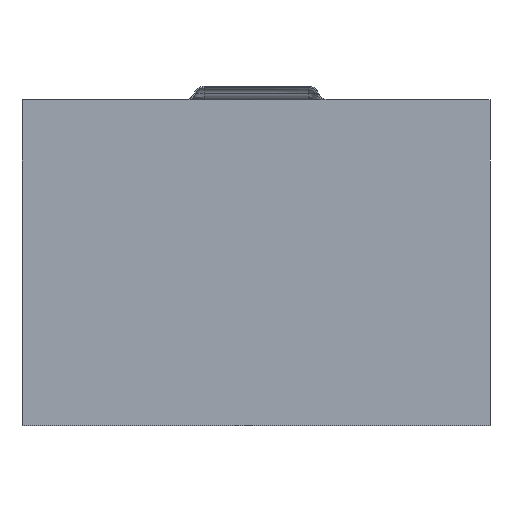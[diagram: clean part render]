
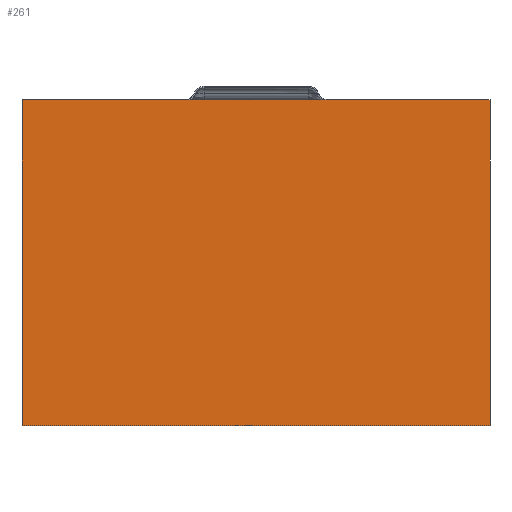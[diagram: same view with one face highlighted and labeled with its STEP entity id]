
A CAD part, front view. The second image highlights one B-rep face of the part: STEP entity #261.
In plain terms, the highlighted free-form (B-spline) face has degree [1, 1] with [2, 2] control points.
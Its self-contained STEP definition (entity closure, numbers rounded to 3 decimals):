
#21 = EDGE_CURVE('',#22,#24,#26,.T.);
#22 = VERTEX_POINT('',#23);
#23 = CARTESIAN_POINT('',(-347.905,0.,242.291));
#24 = VERTEX_POINT('',#25);
#25 = CARTESIAN_POINT('',(347.905,0.,242.291));
#26 = B_SPLINE_CURVE_WITH_KNOTS('',1,(#27,#28),.UNSPECIFIED.,.F.,.F.,(2,
    2),(-568.96,0.),.PIECEWISE_BEZIER_KNOTS.);
#27 = CARTESIAN_POINT('',(-347.905,0.,242.291));
#28 = CARTESIAN_POINT('',(347.905,0.,242.291));
#147 = EDGE_CURVE('',#148,#22,#150,.T.);
#148 = VERTEX_POINT('',#149);
#149 = CARTESIAN_POINT('',(-347.905,0.,-242.291));
#150 = B_SPLINE_CURVE_WITH_KNOTS('',1,(#151,#152),.UNSPECIFIED.,.F.,.F.,
  (2,2),(-396.24,0.),.PIECEWISE_BEZIER_KNOTS.);
#151 = CARTESIAN_POINT('',(-347.905,0.,-242.291));
#152 = CARTESIAN_POINT('',(-347.905,0.,242.291));
#175 = EDGE_CURVE('',#24,#176,#178,.T.);
#176 = VERTEX_POINT('',#177);
#177 = CARTESIAN_POINT('',(347.905,0.,-242.291));
#178 = B_SPLINE_CURVE_WITH_KNOTS('',1,(#179,#180),.UNSPECIFIED.,.F.,.F.,
  (2,2),(0.,396.24),.PIECEWISE_BEZIER_KNOTS.);
#179 = CARTESIAN_POINT('',(347.905,0.,242.291));
#180 = CARTESIAN_POINT('',(347.905,0.,-242.291));
#203 = EDGE_CURVE('',#176,#148,#204,.T.);
#204 = B_SPLINE_CURVE_WITH_KNOTS('',1,(#205,#206),.UNSPECIFIED.,.F.,.F.,
  (2,2),(0.,568.96),.PIECEWISE_BEZIER_KNOTS.);
#205 = CARTESIAN_POINT('',(347.905,0.,-242.291));
#206 = CARTESIAN_POINT('',(-347.905,0.,-242.291));
#261 = ADVANCED_FACE('',(#262),#268,.F.);
#262 = FACE_BOUND('',#263,.T.);
#263 = EDGE_LOOP('',(#264,#265,#266,#267));
#264 = ORIENTED_EDGE('',*,*,#147,.F.);
#265 = ORIENTED_EDGE('',*,*,#203,.F.);
#266 = ORIENTED_EDGE('',*,*,#175,.F.);
#267 = ORIENTED_EDGE('',*,*,#21,.F.);
#268 = B_SPLINE_SURFACE_WITH_KNOTS('',1,1,(
    (#269,#270)
    ,(#271,#272
  )),.UNSPECIFIED.,.F.,.F.,.F.,(2,2),(2,2),(-198.12,198.12),(-284.48,
    284.48),.PIECEWISE_BEZIER_KNOTS.);
#269 = CARTESIAN_POINT('',(-347.905,0.,-242.291));
#270 = CARTESIAN_POINT('',(347.905,0.,-242.291));
#271 = CARTESIAN_POINT('',(-347.905,0.,242.291));
#272 = CARTESIAN_POINT('',(347.905,0.,242.291));
